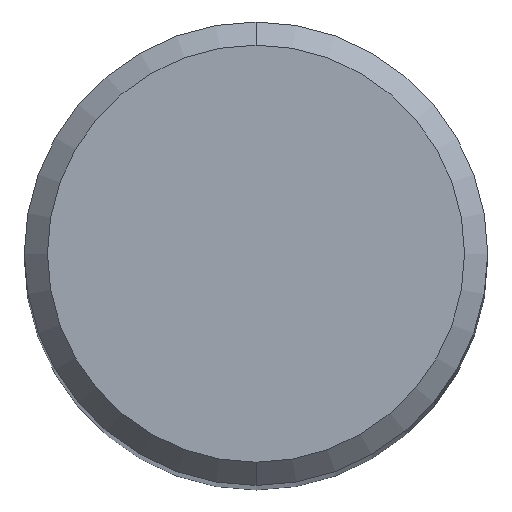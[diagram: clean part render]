
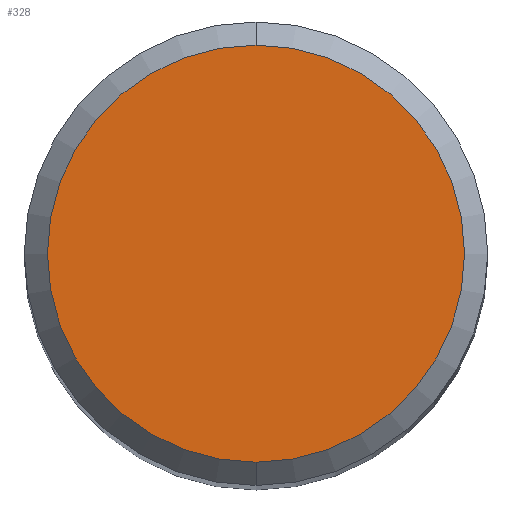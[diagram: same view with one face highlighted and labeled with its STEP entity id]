
A CAD part, top view. The second image highlights one B-rep face of the part: STEP entity #328.
In plain terms, the highlighted planar face has unit normal (0, 0, 1).
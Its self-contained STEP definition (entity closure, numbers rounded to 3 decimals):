
#202=VERTEX_POINT('',#527);
#230=VERTEX_POINT('',#558);
#238=EDGE_CURVE('',#202,#230,#567,.T.);
#328=ADVANCED_FACE('',(#667),#668,.T.);
#468=EDGE_CURVE('',#230,#202,#823,.T.);
#527=CARTESIAN_POINT('',(0.,-4.5,40.0));
#558=CARTESIAN_POINT('',(0.0,4.5,40.0));
#567=CIRCLE('',#986,4.5);
#667=FACE_OUTER_BOUND('',#1219,.T.);
#668=PLANE('',#1220);
#823=CIRCLE('',#1502,4.5);
#986=AXIS2_PLACEMENT_3D('',#1603,#1604,#1605);
#1219=EDGE_LOOP('',(#1714,#1715));
#1220=AXIS2_PLACEMENT_3D('',#1716,#1717,#1718);
#1502=AXIS2_PLACEMENT_3D('',#1886,#1887,#1888);
#1603=CARTESIAN_POINT('',(0.0,0.0,40.0));
#1604=DIRECTION('',(0.0,0.0,-1.0));
#1605=DIRECTION('',(0.0,1.0,0.0));
#1714=ORIENTED_EDGE('',*,*,#468,.F.);
#1715=ORIENTED_EDGE('',*,*,#238,.F.);
#1716=CARTESIAN_POINT('',(0.0,2.25,40.0));
#1717=DIRECTION('',(0.0,0.0,1.0));
#1718=DIRECTION('',(0.0,-1.0,0.0));
#1886=CARTESIAN_POINT('',(0.0,0.0,40.0));
#1887=DIRECTION('',(0.0,0.0,-1.0));
#1888=DIRECTION('',(0.0,1.0,0.0));
